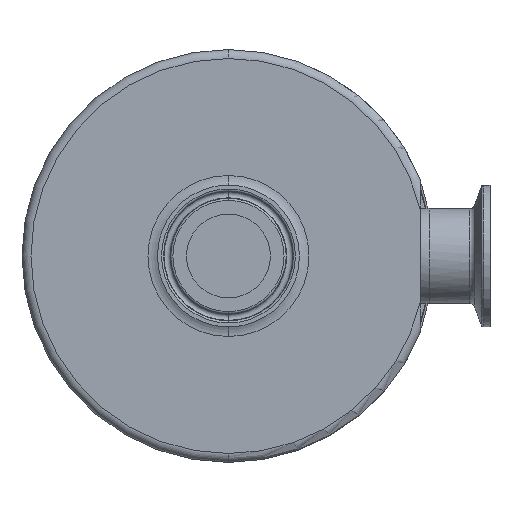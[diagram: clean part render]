
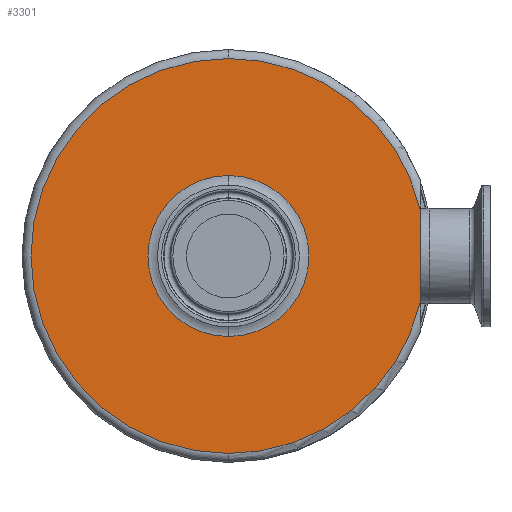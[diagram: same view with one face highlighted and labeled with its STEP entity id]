
A CAD part, front view. The second image highlights one B-rep face of the part: STEP entity #3301.
In plain terms, the highlighted planar face has unit normal (0, -1, 0).
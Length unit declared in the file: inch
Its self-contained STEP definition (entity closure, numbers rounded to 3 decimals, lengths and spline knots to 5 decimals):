
#154 = CARTESIAN_POINT ( 'NONE',  ( 0., -0.905, 0. ) ) ;
#179 = EDGE_CURVE ( 'NONE', #1425, #5461, #1466, .T. ) ;
#669 = CARTESIAN_POINT ( 'NONE',  ( 0., -0.905, 1.125 ) ) ;
#690 = ORIENTED_EDGE ( 'NONE', *, *, #179, .T. ) ;
#818 = VECTOR ( 'NONE', #8144, 39.37008 ) ;
#970 = VERTEX_POINT ( 'NONE', #6102 ) ;
#1010 = DIRECTION ( 'NONE',  ( 0., 1., 0. ) ) ;
#1220 = CARTESIAN_POINT ( 'NONE',  ( 0., -0.905, 0. ) ) ;
#1425 = VERTEX_POINT ( 'NONE', #669 ) ;
#1457 = AXIS2_PLACEMENT_3D ( 'NONE', #2442, #1010, #2465 ) ;
#1466 = CIRCLE ( 'NONE', #5495, 1.125 ) ;
#1579 = AXIS2_PLACEMENT_3D ( 'NONE', #7895, #3610, #5073 ) ;
#1835 = ORIENTED_EDGE ( 'NONE', *, *, #8960, .T. ) ;
#1996 = CARTESIAN_POINT ( 'NONE',  ( 0., -0.905, 0. ) ) ;
#2400 = CARTESIAN_POINT ( 'NONE',  ( 2.685, -0.905, -0.63904 ) ) ;
#2442 = CARTESIAN_POINT ( 'NONE',  ( 0., -0.905, 0. ) ) ;
#2465 = DIRECTION ( 'NONE',  ( 0., 0., 1. ) ) ;
#2696 = DIRECTION ( 'NONE',  ( 0., 1., 0. ) ) ;
#2933 = CIRCLE ( 'NONE', #6927, 2.76 ) ;
#2941 = FACE_OUTER_BOUND ( 'NONE', #8831, .T. ) ;
#3301 = ADVANCED_FACE ( 'NONE', ( #2941, #8307 ), #8545, .T. ) ;
#3492 = CARTESIAN_POINT ( 'NONE',  ( 0., -0.905, 0. ) ) ;
#3497 = EDGE_CURVE ( 'NONE', #970, #5855, #6123, .T. ) ;
#3577 = EDGE_CURVE ( 'NONE', #4009, #970, #4907, .T. ) ;
#3610 = DIRECTION ( 'NONE',  ( 0., -1., 0. ) ) ;
#3788 = ORIENTED_EDGE ( 'NONE', *, *, #3577, .F. ) ;
#4009 = VERTEX_POINT ( 'NONE', #2400 ) ;
#4010 = AXIS2_PLACEMENT_3D ( 'NONE', #1996, #2696, #7591 ) ;
#4161 = EDGE_LOOP ( 'NONE', ( #690, #1835 ) ) ;
#4648 = VERTEX_POINT ( 'NONE', #9004 ) ;
#4657 = LINE ( 'NONE', #6127, #818 ) ;
#4771 = DIRECTION ( 'NONE',  ( 0., 1., 0. ) ) ;
#4907 = CIRCLE ( 'NONE', #8794, 2.76 ) ;
#5073 = DIRECTION ( 'NONE',  ( 0., 0., -1. ) ) ;
#5421 = ORIENTED_EDGE ( 'NONE', *, *, #5493, .F. ) ;
#5461 = VERTEX_POINT ( 'NONE', #8589 ) ;
#5493 = EDGE_CURVE ( 'NONE', #5855, #4648, #2933, .T. ) ;
#5495 = AXIS2_PLACEMENT_3D ( 'NONE', #3492, #4771, #6192 ) ;
#5829 = CIRCLE ( 'NONE', #4010, 1.125 ) ;
#5855 = VERTEX_POINT ( 'NONE', #8515 ) ;
#6102 = CARTESIAN_POINT ( 'NONE',  ( 0., -0.905, -2.76 ) ) ;
#6123 = CIRCLE ( 'NONE', #1457, 2.76 ) ;
#6127 = CARTESIAN_POINT ( 'NONE',  ( 2.685, -0.905, 0. ) ) ;
#6192 = DIRECTION ( 'NONE',  ( 0., 0., 1. ) ) ;
#6528 = DIRECTION ( 'NONE',  ( 0., 0., 1. ) ) ;
#6819 = DIRECTION ( 'NONE',  ( 0., 1., 0. ) ) ;
#6927 = AXIS2_PLACEMENT_3D ( 'NONE', #154, #7909, #6528 ) ;
#7484 = DIRECTION ( 'NONE',  ( 0., 0., 1. ) ) ;
#7591 = DIRECTION ( 'NONE',  ( 0., 0., 1. ) ) ;
#7895 = CARTESIAN_POINT ( 'NONE',  ( -2.76, -0.905, 0. ) ) ;
#7909 = DIRECTION ( 'NONE',  ( 0., 1., 0. ) ) ;
#7988 = EDGE_CURVE ( 'NONE', #4648, #4009, #4657, .T. ) ;
#8144 = DIRECTION ( 'NONE',  ( 0., 0., -1. ) ) ;
#8307 = FACE_BOUND ( 'NONE', #4161, .T. ) ;
#8313 = ORIENTED_EDGE ( 'NONE', *, *, #3497, .F. ) ;
#8515 = CARTESIAN_POINT ( 'NONE',  ( 0., -0.905, 2.76 ) ) ;
#8545 = PLANE ( 'NONE',  #1579 ) ;
#8589 = CARTESIAN_POINT ( 'NONE',  ( 0., -0.905, -1.125 ) ) ;
#8773 = ORIENTED_EDGE ( 'NONE', *, *, #7988, .F. ) ;
#8794 = AXIS2_PLACEMENT_3D ( 'NONE', #1220, #6819, #7484 ) ;
#8831 = EDGE_LOOP ( 'NONE', ( #8773, #5421, #8313, #3788 ) ) ;
#8960 = EDGE_CURVE ( 'NONE', #5461, #1425, #5829, .T. ) ;
#9004 = CARTESIAN_POINT ( 'NONE',  ( 2.685, -0.905, 0.63904 ) ) ;
